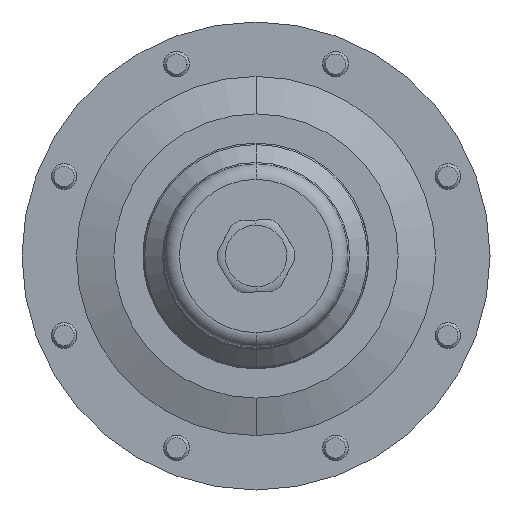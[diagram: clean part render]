
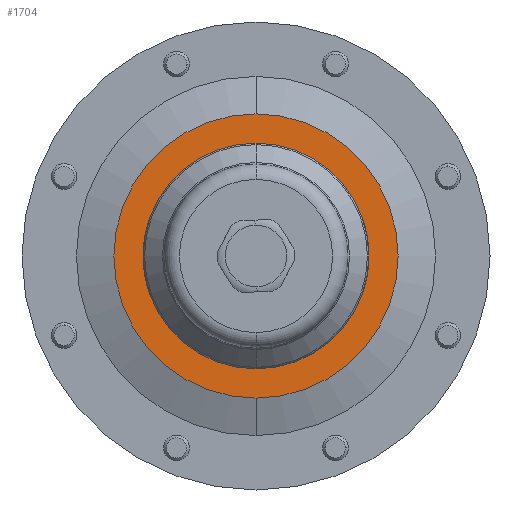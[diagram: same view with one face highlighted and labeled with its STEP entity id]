
A CAD part, front view. The second image highlights one B-rep face of the part: STEP entity #1704.
In plain terms, the highlighted planar face has unit normal (0, -1, 0).
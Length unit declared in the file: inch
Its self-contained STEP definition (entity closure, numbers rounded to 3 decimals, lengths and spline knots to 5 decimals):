
#146 = ORIENTED_EDGE ( 'NONE', *, *, #5837, .T. ) ;
#252 = FACE_BOUND ( 'NONE', #7486, .T. ) ;
#918 = CARTESIAN_POINT ( 'NONE',  ( 0., -0.286, 0. ) ) ;
#919 = CARTESIAN_POINT ( 'NONE',  ( 0., -0.286, 0. ) ) ;
#1154 = EDGE_LOOP ( 'NONE', ( #146, #3606 ) ) ;
#1561 = DIRECTION ( 'NONE',  ( 0., 0., 1. ) ) ;
#1636 = CARTESIAN_POINT ( 'NONE',  ( 0., -0.286, 0. ) ) ;
#1704 = ADVANCED_FACE ( 'NONE', ( #252, #1917 ), #7169, .F. ) ;
#1767 = EDGE_CURVE ( 'NONE', #2501, #3727, #4673, .T. ) ;
#1787 = CARTESIAN_POINT ( 'NONE',  ( 0., -0.286, -1.12 ) ) ;
#1917 = FACE_OUTER_BOUND ( 'NONE', #1154, .T. ) ;
#1970 = EDGE_CURVE ( 'NONE', #4707, #5140, #5727, .T. ) ;
#2190 = DIRECTION ( 'NONE',  ( 0., 1., 0. ) ) ;
#2277 = DIRECTION ( 'NONE',  ( 0., 0., 1. ) ) ;
#2501 = VERTEX_POINT ( 'NONE', #2517 ) ;
#2515 = DIRECTION ( 'NONE',  ( 0., -1., 0. ) ) ;
#2517 = CARTESIAN_POINT ( 'NONE',  ( 0., -0.286, 1.12 ) ) ;
#2752 = CIRCLE ( 'NONE', #7221, 1.12 ) ;
#3501 = CARTESIAN_POINT ( 'NONE',  ( 0., -0.286, 0. ) ) ;
#3606 = ORIENTED_EDGE ( 'NONE', *, *, #1970, .T. ) ;
#3612 = AXIS2_PLACEMENT_3D ( 'NONE', #3501, #7875, #4136 ) ;
#3727 = VERTEX_POINT ( 'NONE', #1787 ) ;
#4072 = EDGE_CURVE ( 'NONE', #3727, #2501, #2752, .T. ) ;
#4136 = DIRECTION ( 'NONE',  ( 0., 0., 1. ) ) ;
#4673 = CIRCLE ( 'NONE', #6896, 1.12 ) ;
#4707 = VERTEX_POINT ( 'NONE', #6355 ) ;
#4781 = ORIENTED_EDGE ( 'NONE', *, *, #4072, .F. ) ;
#5078 = AXIS2_PLACEMENT_3D ( 'NONE', #6264, #2515, #6881 ) ;
#5140 = VERTEX_POINT ( 'NONE', #6292 ) ;
#5319 = DIRECTION ( 'NONE',  ( 0., -1., 0. ) ) ;
#5727 = CIRCLE ( 'NONE', #5078, 1.73079 ) ;
#5837 = EDGE_CURVE ( 'NONE', #5140, #4707, #7519, .T. ) ;
#6011 = DIRECTION ( 'NONE',  ( 0., -1., 0. ) ) ;
#6067 = AXIS2_PLACEMENT_3D ( 'NONE', #919, #2190, #6565 ) ;
#6264 = CARTESIAN_POINT ( 'NONE',  ( 0., -0.286, 0. ) ) ;
#6292 = CARTESIAN_POINT ( 'NONE',  ( 0., -0.286, 1.73079 ) ) ;
#6355 = CARTESIAN_POINT ( 'NONE',  ( 0., -0.286, -1.73079 ) ) ;
#6565 = DIRECTION ( 'NONE',  ( 0., 0., 1. ) ) ;
#6881 = DIRECTION ( 'NONE',  ( 0., 0., 1. ) ) ;
#6896 = AXIS2_PLACEMENT_3D ( 'NONE', #1636, #6011, #2277 ) ;
#7169 = PLANE ( 'NONE',  #6067 ) ;
#7221 = AXIS2_PLACEMENT_3D ( 'NONE', #918, #5319, #1561 ) ;
#7486 = EDGE_LOOP ( 'NONE', ( #4781, #7583 ) ) ;
#7519 = CIRCLE ( 'NONE', #3612, 1.73079 ) ;
#7583 = ORIENTED_EDGE ( 'NONE', *, *, #1767, .F. ) ;
#7875 = DIRECTION ( 'NONE',  ( 0., -1., 0. ) ) ;
